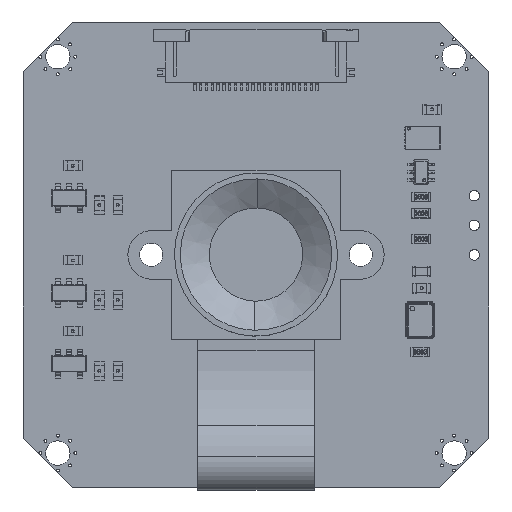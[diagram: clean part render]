
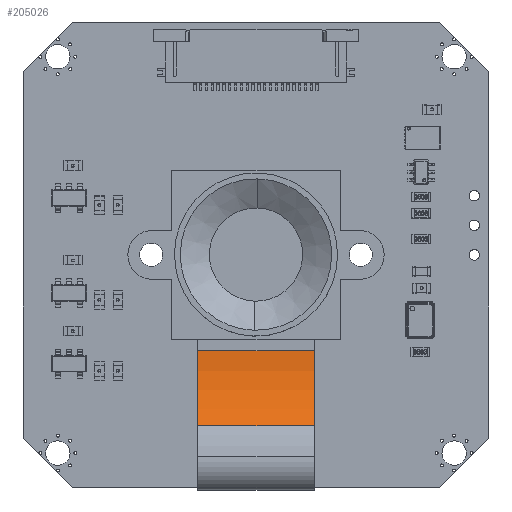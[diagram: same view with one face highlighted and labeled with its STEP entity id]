
A CAD part, top view. The second image highlights one B-rep face of the part: STEP entity #205026.
In plain terms, the highlighted cylindrical face has radius 10.315 mm (diameter 20.63 mm), a partial arc.
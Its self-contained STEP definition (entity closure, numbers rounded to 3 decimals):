
#1720 = CARTESIAN_POINT ( 'NONE',  ( 5., -8.25, 0.51 ) ) ;
#11141 = AXIS2_PLACEMENT_3D ( 'NONE', #142722, #288794, #190951 ) ;
#22251 = CARTESIAN_POINT ( 'NONE',  ( -5., -14.654, 2.739 ) ) ;
#27778 = EDGE_CURVE ( 'NONE', #96583, #248068, #29496, .T. ) ;
#29496 = LINE ( 'NONE', #231437, #159577 ) ;
#33241 = DIRECTION ( 'NONE',  ( 1., 0., 0. ) ) ;
#38139 = ORIENTED_EDGE ( 'NONE', *, *, #284834, .T. ) ;
#56655 = CYLINDRICAL_SURFACE ( 'NONE', #11141, 10.315 ) ;
#58306 = CARTESIAN_POINT ( 'NONE',  ( -5., -8.25, 10.825 ) ) ;
#63387 = EDGE_LOOP ( 'NONE', ( #38139, #70219, #219003, #228831 ) ) ;
#65003 = LINE ( 'NONE', #165308, #318207 ) ;
#70219 = ORIENTED_EDGE ( 'NONE', *, *, #270371, .F. ) ;
#88023 = AXIS2_PLACEMENT_3D ( 'NONE', #127528, #300270, #129593 ) ;
#96583 = VERTEX_POINT ( 'NONE', #22251 ) ;
#105070 = CARTESIAN_POINT ( 'NONE',  ( -5., -8.25, 0.51 ) ) ;
#125402 = FACE_OUTER_BOUND ( 'NONE', #63387, .T. ) ;
#127528 = CARTESIAN_POINT ( 'NONE',  ( 5., -8.25, 10.825 ) ) ;
#129593 = DIRECTION ( 'NONE',  ( 0., 0., -1. ) ) ;
#142722 = CARTESIAN_POINT ( 'NONE',  ( -5., -8.25, 10.825 ) ) ;
#158716 = DIRECTION ( 'NONE',  ( 0., 0., -1. ) ) ;
#159577 = VECTOR ( 'NONE', #33241, 1000. ) ;
#165308 = CARTESIAN_POINT ( 'NONE',  ( -5., -8.25, 0.51 ) ) ;
#177295 = CIRCLE ( 'NONE', #286020, 10.315 ) ;
#190951 = DIRECTION ( 'NONE',  ( 0., 0., -1. ) ) ;
#205026 = ADVANCED_FACE ( 'NONE', ( #125402 ), #56655, .F. ) ;
#219003 = ORIENTED_EDGE ( 'NONE', *, *, #310315, .F. ) ;
#223979 = CIRCLE ( 'NONE', #88023, 10.315 ) ;
#228831 = ORIENTED_EDGE ( 'NONE', *, *, #27778, .T. ) ;
#231437 = CARTESIAN_POINT ( 'NONE',  ( -5., -14.654, 2.739 ) ) ;
#246623 = VERTEX_POINT ( 'NONE', #1720 ) ;
#248068 = VERTEX_POINT ( 'NONE', #282976 ) ;
#254490 = DIRECTION ( 'NONE',  ( 1., 0., 0. ) ) ;
#270371 = EDGE_CURVE ( 'NONE', #293281, #246623, #65003, .T. ) ;
#282976 = CARTESIAN_POINT ( 'NONE',  ( 5., -14.654, 2.739 ) ) ;
#284834 = EDGE_CURVE ( 'NONE', #248068, #246623, #223979, .T. ) ;
#286020 = AXIS2_PLACEMENT_3D ( 'NONE', #58306, #254490, #158716 ) ;
#286774 = DIRECTION ( 'NONE',  ( 1., 0., 0. ) ) ;
#288794 = DIRECTION ( 'NONE',  ( 1., 0., 0. ) ) ;
#293281 = VERTEX_POINT ( 'NONE', #105070 ) ;
#300270 = DIRECTION ( 'NONE',  ( 1., 0., 0. ) ) ;
#310315 = EDGE_CURVE ( 'NONE', #96583, #293281, #177295, .T. ) ;
#318207 = VECTOR ( 'NONE', #286774, 1000. ) ;
